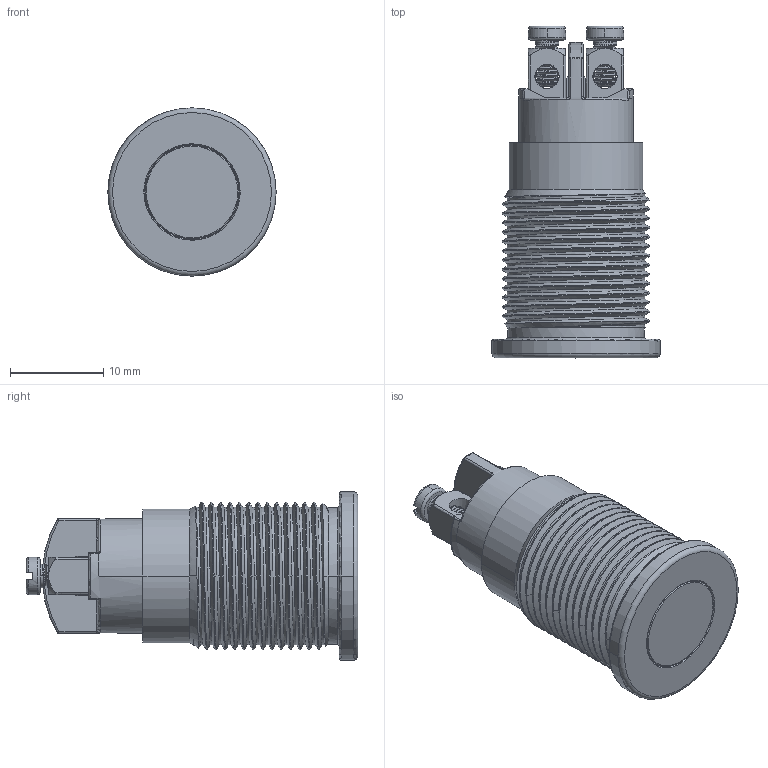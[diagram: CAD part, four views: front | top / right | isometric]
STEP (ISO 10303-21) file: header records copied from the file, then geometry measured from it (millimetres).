
FILE_DESCRIPTION(/* description */ (''),/* implementation_level */ '2;1');
FILE_NAME(/* name */ 'PVL16FSxxx.stp',/* time_stamp */ '2024-12-18T08:42:43-06:00',/* author */ ('jsteinblock'),/* organization */ (''),/* preprocessor_version */ 'ST-DEVELOPER v20',/* originating_system */ 'Autodesk Inventor 2022',/* authorisation */ '');
FILE_SCHEMA (('AUTOMOTIVE_DESIGN { 1 0 10303 214 3 1 1 }'));
Products named in the file (1): PVL16FSxxx
Bounding box: 18 x 35.5 x 18 mm (x, y, z)
Volume: 1656.1 mm3; surface area: 4556.3 mm2
Topology: 4 solids, 4 shells, 391 faces, 1128 edges, 748 vertices
Faces by surface type: bspline 244, plane 121, torus 20, sphere 4, cylinder 2
Entity records: 51621 total; most frequent: CARTESIAN_POINT 42971, ORIENTED_EDGE 2256, EDGE_CURVE 1128, DIRECTION 990, VERTEX_POINT 748, B_SPLINE_CURVE_WITH_KNOTS 572, EDGE_LOOP 434, LINE 418
